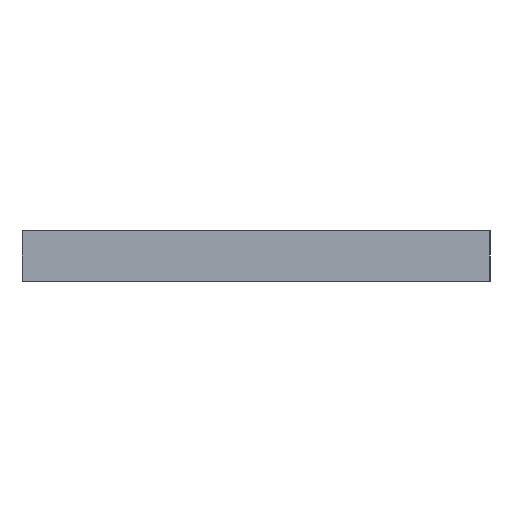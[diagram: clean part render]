
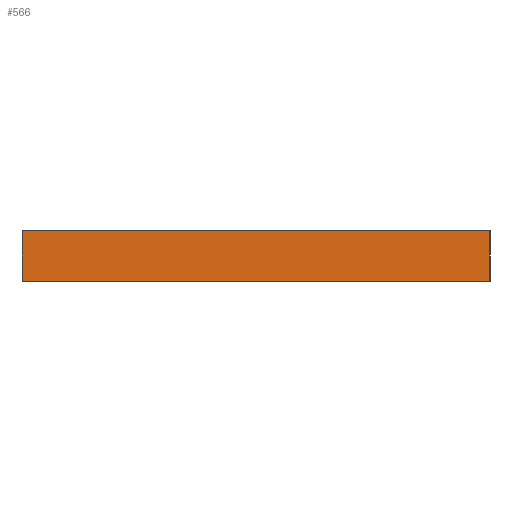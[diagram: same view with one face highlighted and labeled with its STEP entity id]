
A CAD part, left-side view. The second image highlights one B-rep face of the part: STEP entity #566.
In plain terms, the highlighted planar face has unit normal (-1, 0, 0).
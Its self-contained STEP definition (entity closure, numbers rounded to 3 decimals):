
#22 = CARTESIAN_POINT ( 'NONE',  ( 0., 0., 0. ) ) ;
#41 = VECTOR ( 'NONE', #536, 1000. ) ;
#102 = EDGE_CURVE ( 'NONE', #861, #817, #870, .T. ) ;
#106 = FACE_OUTER_BOUND ( 'NONE', #776, .T. ) ;
#112 = CARTESIAN_POINT ( 'NONE',  ( 0., 0., 4. ) ) ;
#114 = ORIENTED_EDGE ( 'NONE', *, *, #502, .F. ) ;
#137 = CARTESIAN_POINT ( 'NONE',  ( 0., 0., 0. ) ) ;
#170 = EDGE_CURVE ( 'NONE', #229, #906, #173, .T. ) ;
#173 = LINE ( 'NONE', #328, #41 ) ;
#181 = DIRECTION ( 'NONE',  ( 0., 0., -1. ) ) ;
#182 = AXIS2_PLACEMENT_3D ( 'NONE', #112, #331, #181 ) ;
#183 = CARTESIAN_POINT ( 'NONE',  ( 0., 37., 4. ) ) ;
#229 = VERTEX_POINT ( 'NONE', #183 ) ;
#240 = ORIENTED_EDGE ( 'NONE', *, *, #170, .T. ) ;
#306 = ORIENTED_EDGE ( 'NONE', *, *, #102, .F. ) ;
#326 = CARTESIAN_POINT ( 'NONE',  ( 0., 0., 4. ) ) ;
#328 = CARTESIAN_POINT ( 'NONE',  ( 0., 37., 4. ) ) ;
#331 = DIRECTION ( 'NONE',  ( 1., 0., 0. ) ) ;
#377 = CARTESIAN_POINT ( 'NONE',  ( 0., 0., 4. ) ) ;
#392 = CARTESIAN_POINT ( 'NONE',  ( 0., 37., 0. ) ) ;
#435 = LINE ( 'NONE', #377, #532 ) ;
#477 = PLANE ( 'NONE',  #182 ) ;
#500 = VECTOR ( 'NONE', #685, 1000. ) ;
#502 = EDGE_CURVE ( 'NONE', #229, #861, #435, .T. ) ;
#532 = VECTOR ( 'NONE', #645, 1000. ) ;
#536 = DIRECTION ( 'NONE',  ( 0., 0., -1. ) ) ;
#566 = ADVANCED_FACE ( 'NONE', ( #106 ), #477, .F. ) ;
#645 = DIRECTION ( 'NONE',  ( 0., -1., 0. ) ) ;
#677 = LINE ( 'NONE', #22, #500 ) ;
#678 = EDGE_CURVE ( 'NONE', #906, #817, #677, .T. ) ;
#685 = DIRECTION ( 'NONE',  ( 0., -1., 0. ) ) ;
#772 = ORIENTED_EDGE ( 'NONE', *, *, #678, .T. ) ;
#776 = EDGE_LOOP ( 'NONE', ( #772, #306, #114, #240 ) ) ;
#787 = DIRECTION ( 'NONE',  ( 0., 0., -1. ) ) ;
#809 = VECTOR ( 'NONE', #787, 1000. ) ;
#817 = VERTEX_POINT ( 'NONE', #137 ) ;
#851 = CARTESIAN_POINT ( 'NONE',  ( 0., 0., 4. ) ) ;
#861 = VERTEX_POINT ( 'NONE', #326 ) ;
#870 = LINE ( 'NONE', #851, #809 ) ;
#906 = VERTEX_POINT ( 'NONE', #392 ) ;
